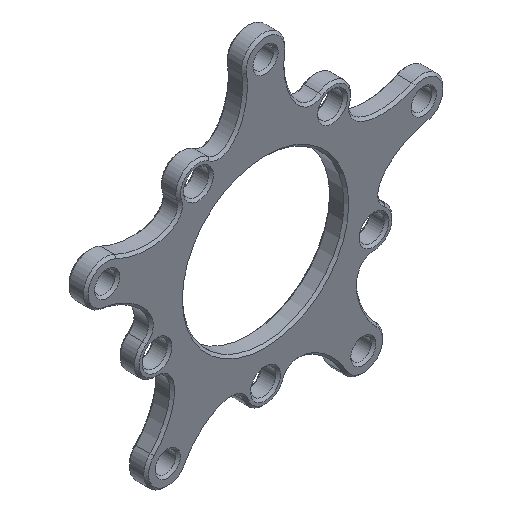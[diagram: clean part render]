
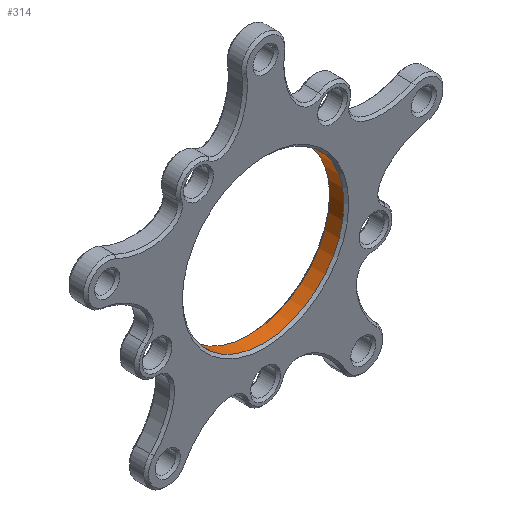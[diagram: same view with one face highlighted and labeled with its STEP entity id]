
A CAD part, isometric view. The second image highlights one B-rep face of the part: STEP entity #314.
In plain terms, the highlighted cylindrical face has radius 17 mm (diameter 34 mm), a full revolution.
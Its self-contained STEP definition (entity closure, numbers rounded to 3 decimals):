
#314=ADVANCED_FACE('',(#1269,#1271),#1273,.F.);
#1269=FACE_OUTER_BOUND('',#1270,.T.);
#1270=EDGE_LOOP('',(#3487));
#1271=FACE_OUTER_BOUND('',#1272,.T.);
#1272=EDGE_LOOP('',(#3488));
#1273=CYLINDRICAL_SURFACE('',#1274,17.);
#1274=AXIS2_PLACEMENT_3D('',#1275,#1276,#1277);
#1275=CARTESIAN_POINT('',(10.,-167.,10.));
#1276=DIRECTION('',(0.,1.,0.));
#1277=DIRECTION('',(0.,0.,-1.));
#3487=ORIENTED_EDGE('',*,*,#3832,.F.);
#3488=ORIENTED_EDGE('',*,*,#3833,.F.);
#3832=EDGE_CURVE('',#4129,#4129,#4130,.F.);
#3833=EDGE_CURVE('',#4131,#4131,#4132,.T.);
#4129=VERTEX_POINT('',#5322);
#4130=CIRCLE('',#5323,17.);
#4131=VERTEX_POINT('',#5327);
#4132=CIRCLE('',#5328,17.);
#5322=CARTESIAN_POINT('',(10.,-163.5,-7.));
#5323=AXIS2_PLACEMENT_3D('',#5324,#5325,#5326);
#5324=CARTESIAN_POINT('',(10.,-163.5,10.));
#5325=DIRECTION('',(0.,1.,0.));
#5326=DIRECTION('',(0.,0.,-1.));
#5327=CARTESIAN_POINT('',(10.,-166.5,-7.));
#5328=AXIS2_PLACEMENT_3D('',#5329,#5330,#5331);
#5329=CARTESIAN_POINT('',(10.,-166.5,10.));
#5330=DIRECTION('',(0.,1.,0.));
#5331=DIRECTION('',(0.,0.,-1.));
